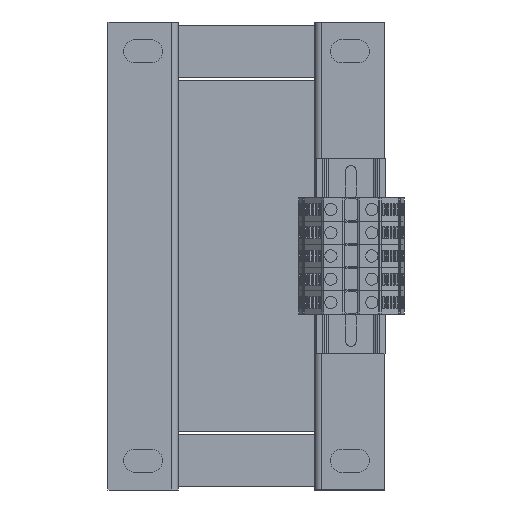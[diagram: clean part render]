
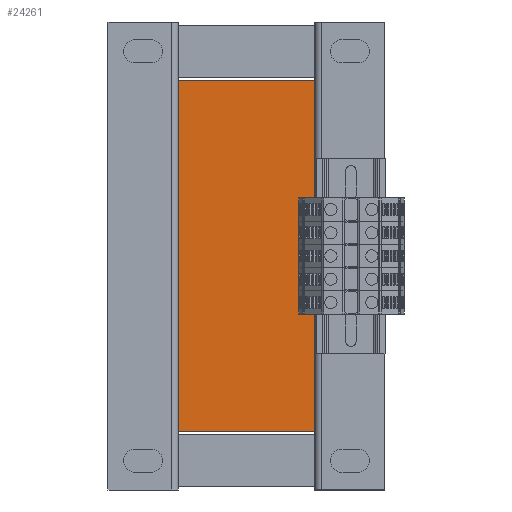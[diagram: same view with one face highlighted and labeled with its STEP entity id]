
A CAD part, left-side view. The second image highlights one B-rep face of the part: STEP entity #24261.
In plain terms, the highlighted planar face has unit normal (-1, 0, 0).
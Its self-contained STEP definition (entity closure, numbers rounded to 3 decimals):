
#2379=FACE_OUTER_BOUND('',#3731,.T.);
#3731=EDGE_LOOP('',(#16272,#16273,#16274,#16275));
#5175=LINE('',#35332,#7764);
#5183=LINE('',#35347,#7772);
#5184=LINE('',#35349,#7773);
#5185=LINE('',#35350,#7774);
#7764=VECTOR('',#28221,10.);
#7772=VECTOR('',#28233,10.);
#7773=VECTOR('',#28236,10.);
#7774=VECTOR('',#28237,10.);
#10353=VERTEX_POINT('',#35329);
#10354=VERTEX_POINT('',#35331);
#10358=VERTEX_POINT('',#35343);
#10359=VERTEX_POINT('',#35345);
#12660=EDGE_CURVE('',#10353,#10354,#5175,.T.);
#12668=EDGE_CURVE('',#10358,#10359,#5183,.T.);
#12669=EDGE_CURVE('',#10353,#10358,#5184,.T.);
#12670=EDGE_CURVE('',#10354,#10359,#5185,.T.);
#16272=ORIENTED_EDGE('',*,*,#12669,.T.);
#16273=ORIENTED_EDGE('',*,*,#12668,.T.);
#16274=ORIENTED_EDGE('',*,*,#12670,.F.);
#16275=ORIENTED_EDGE('',*,*,#12660,.F.);
#23421=PLANE('',#25926);
#24261=ADVANCED_FACE('',(#2379),#23421,.T.);
#25926=AXIS2_PLACEMENT_3D('',#35348,#28234,#28235);
#28221=DIRECTION('',(0.,1.,0.));
#28233=DIRECTION('',(0.,1.,0.));
#28234=DIRECTION('center_axis',(-1.,0.,0.));
#28235=DIRECTION('ref_axis',(0.,0.,1.));
#28236=DIRECTION('',(0.,0.,1.));
#28237=DIRECTION('',(0.,0.,1.));
#35329=CARTESIAN_POINT('',(-300.,0.,0.));
#35331=CARTESIAN_POINT('',(-300.,70.,0.));
#35332=CARTESIAN_POINT('',(-300.,0.,0.));
#35343=CARTESIAN_POINT('',(-300.,0.,180.));
#35345=CARTESIAN_POINT('',(-300.,70.,180.));
#35347=CARTESIAN_POINT('',(-300.,0.,180.));
#35348=CARTESIAN_POINT('Origin',(-300.,0.,0.));
#35349=CARTESIAN_POINT('',(-300.,0.,0.));
#35350=CARTESIAN_POINT('',(-300.,70.,0.));
